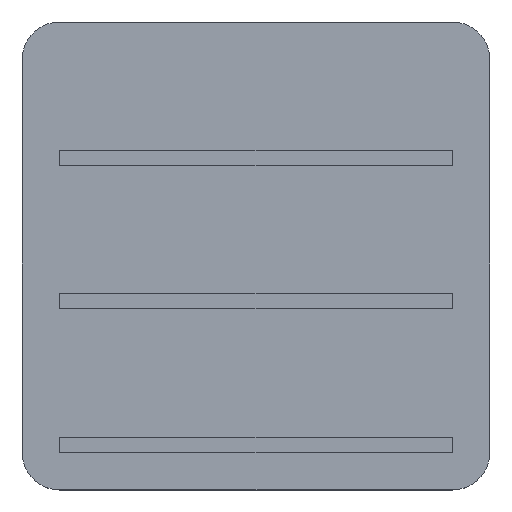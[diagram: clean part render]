
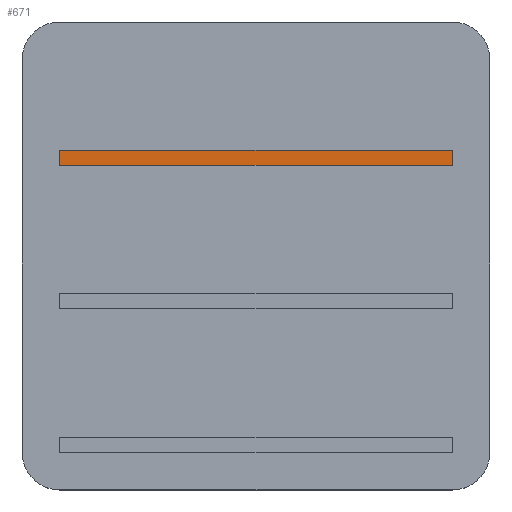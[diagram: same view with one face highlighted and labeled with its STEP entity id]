
A CAD part, top view. The second image highlights one B-rep face of the part: STEP entity #671.
In plain terms, the highlighted planar face has unit normal (0, 0, 1).
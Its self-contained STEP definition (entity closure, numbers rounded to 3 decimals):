
#15 = DIRECTION ( 'NONE',  ( 1., 0., 0. ) ) ;
#37 = ORIENTED_EDGE ( 'NONE', *, *, #376, .T. ) ;
#40 = LINE ( 'NONE', #153, #657 ) ;
#46 = LINE ( 'NONE', #268, #272 ) ;
#81 = VERTEX_POINT ( 'NONE', #574 ) ;
#93 = LINE ( 'NONE', #110, #468 ) ;
#107 = EDGE_CURVE ( 'NONE', #413, #81, #46, .T. ) ;
#110 = CARTESIAN_POINT ( 'NONE',  ( 0., 14., 1.5 ) ) ;
#124 = VECTOR ( 'NONE', #458, 1000. ) ;
#128 = PLANE ( 'NONE',  #454 ) ;
#153 = CARTESIAN_POINT ( 'NONE',  ( -26., 0., 1.5 ) ) ;
#166 = VERTEX_POINT ( 'NONE', #409 ) ;
#178 = ORIENTED_EDGE ( 'NONE', *, *, #345, .F. ) ;
#231 = CARTESIAN_POINT ( 'NONE',  ( 26., 0., 1.5 ) ) ;
#268 = CARTESIAN_POINT ( 'NONE',  ( 0., 12., 1.5 ) ) ;
#272 = VECTOR ( 'NONE', #392, 1000. ) ;
#278 = CARTESIAN_POINT ( 'NONE',  ( 26., 12., 1.5 ) ) ;
#311 = DIRECTION ( 'NONE',  ( 0., 0., 1. ) ) ;
#333 = DIRECTION ( 'NONE',  ( -1., 0., 0. ) ) ;
#345 = EDGE_CURVE ( 'NONE', #81, #166, #40, .T. ) ;
#376 = EDGE_CURVE ( 'NONE', #492, #166, #93, .T. ) ;
#392 = DIRECTION ( 'NONE',  ( -1., 0., 0. ) ) ;
#398 = EDGE_CURVE ( 'NONE', #413, #492, #517, .T. ) ;
#409 = CARTESIAN_POINT ( 'NONE',  ( -26., 14., 1.5 ) ) ;
#413 = VERTEX_POINT ( 'NONE', #278 ) ;
#414 = DIRECTION ( 'NONE',  ( 0., 1., 0. ) ) ;
#416 = CARTESIAN_POINT ( 'NONE',  ( 26., 14., 1.5 ) ) ;
#454 = AXIS2_PLACEMENT_3D ( 'NONE', #500, #311, #15 ) ;
#458 = DIRECTION ( 'NONE',  ( 0., 1., 0. ) ) ;
#468 = VECTOR ( 'NONE', #333, 1000. ) ;
#492 = VERTEX_POINT ( 'NONE', #416 ) ;
#494 = ORIENTED_EDGE ( 'NONE', *, *, #107, .F. ) ;
#500 = CARTESIAN_POINT ( 'NONE',  ( 0., 0., 1.5 ) ) ;
#517 = LINE ( 'NONE', #231, #124 ) ;
#552 = FACE_OUTER_BOUND ( 'NONE', #656, .T. ) ;
#574 = CARTESIAN_POINT ( 'NONE',  ( -26., 12., 1.5 ) ) ;
#589 = ORIENTED_EDGE ( 'NONE', *, *, #398, .T. ) ;
#656 = EDGE_LOOP ( 'NONE', ( #178, #494, #589, #37 ) ) ;
#657 = VECTOR ( 'NONE', #414, 1000. ) ;
#671 = ADVANCED_FACE ( 'NONE', ( #552 ), #128, .T. ) ;
